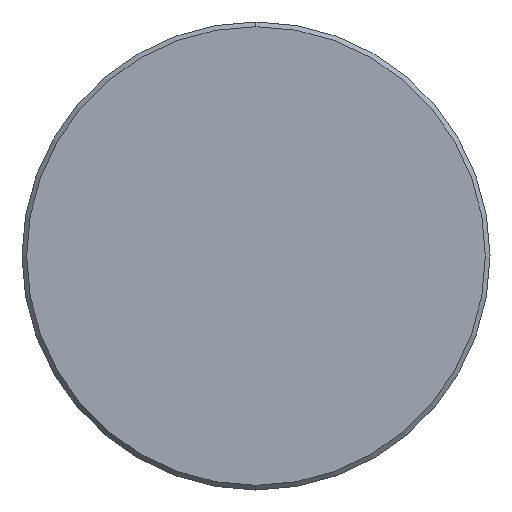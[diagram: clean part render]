
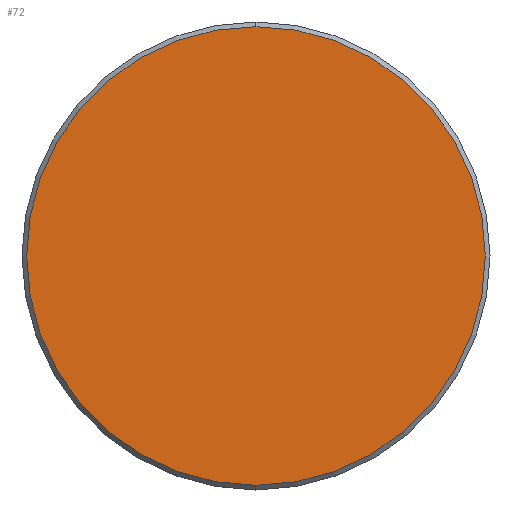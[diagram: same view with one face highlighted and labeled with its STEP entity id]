
A CAD part, left-side view. The second image highlights one B-rep face of the part: STEP entity #72.
In plain terms, the highlighted planar face has unit normal (-1, 0, 0).
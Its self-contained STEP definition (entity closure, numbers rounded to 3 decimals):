
#29 = CIRCLE ( 'NONE', #246, 14.7 ) ;
#72 = ADVANCED_FACE ( 'NONE', ( #241 ), #402, .T. ) ;
#106 = DIRECTION ( 'NONE',  ( -1., 0., 0. ) ) ;
#119 = VERTEX_POINT ( 'NONE', #847 ) ;
#137 = EDGE_LOOP ( 'NONE', ( #857, #462 ) ) ;
#142 = DIRECTION ( 'NONE',  ( -1., 0., 0. ) ) ;
#189 = EDGE_CURVE ( 'NONE', #452, #119, #610, .T. ) ;
#191 = CARTESIAN_POINT ( 'NONE',  ( -81.2, 0., -14.7 ) ) ;
#220 = CARTESIAN_POINT ( 'NONE',  ( -81.2, 0., 0. ) ) ;
#241 = FACE_OUTER_BOUND ( 'NONE', #137, .T. ) ;
#246 = AXIS2_PLACEMENT_3D ( 'NONE', #220, #142, #816 ) ;
#402 = PLANE ( 'NONE',  #773 ) ;
#449 = DIRECTION ( 'NONE',  ( 0., 0., -1. ) ) ;
#452 = VERTEX_POINT ( 'NONE', #191 ) ;
#462 = ORIENTED_EDGE ( 'NONE', *, *, #775, .T. ) ;
#494 = DIRECTION ( 'NONE',  ( 0., 0., 1. ) ) ;
#519 = CARTESIAN_POINT ( 'NONE',  ( -81.2, 0., 0. ) ) ;
#610 = CIRCLE ( 'NONE', #1099, 14.7 ) ;
#656 = CARTESIAN_POINT ( 'NONE',  ( -81.2, -14.876, -14.876 ) ) ;
#773 = AXIS2_PLACEMENT_3D ( 'NONE', #656, #998, #494 ) ;
#775 = EDGE_CURVE ( 'NONE', #119, #452, #29, .T. ) ;
#816 = DIRECTION ( 'NONE',  ( 0., 0., -1. ) ) ;
#847 = CARTESIAN_POINT ( 'NONE',  ( -81.2, 0., 14.7 ) ) ;
#857 = ORIENTED_EDGE ( 'NONE', *, *, #189, .T. ) ;
#998 = DIRECTION ( 'NONE',  ( -1., 0., 0. ) ) ;
#1099 = AXIS2_PLACEMENT_3D ( 'NONE', #519, #106, #449 ) ;
